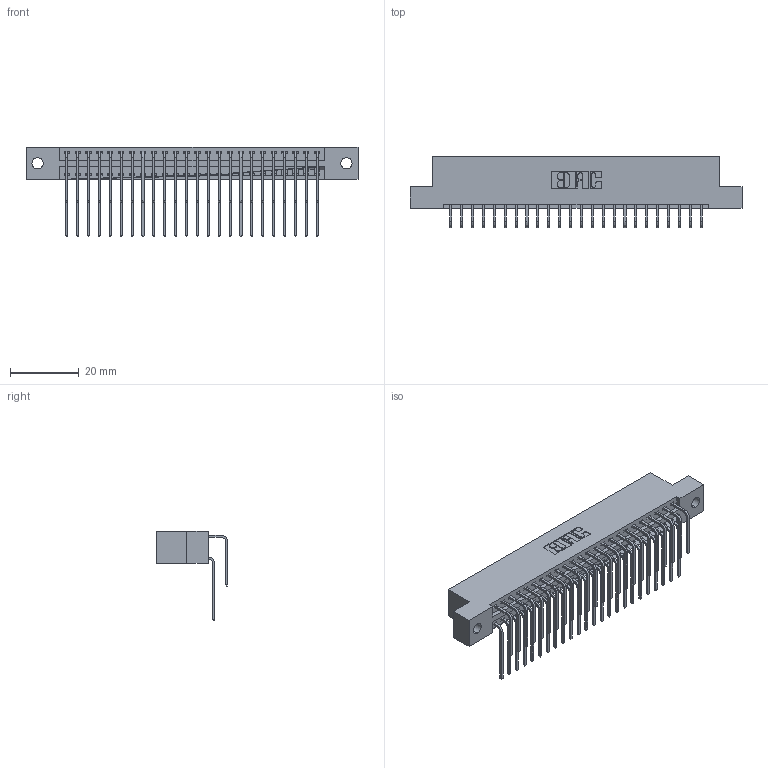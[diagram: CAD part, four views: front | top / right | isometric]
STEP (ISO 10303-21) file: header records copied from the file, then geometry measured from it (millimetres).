
FILE_DESCRIPTION (( 'STEP AP203' ), '1' );
FILE_NAME ('346-048-559-202.STEP', '2018-08-25T11:04:27', ( '' ), ( '' ), 'SwSTEP 2.0', 'SolidWorks 2016', '' );
FILE_SCHEMA (( 'CONFIG_CONTROL_DESIGN' ));
Length unit declared in the file: inch
Products named in the file (4): 346 Part_Flush Mounting Lugs - 0.128 Dia; 345-292-001_558 559 Tail - 1; 345-292-001_559 Tail - 2; 346-048-559-202
Assembly tree (49 placements, depth 2):
  346-048-559-202
    346 Part_Flush Mounting Lugs - 0.128 Dia
    345-292-001_558 559 Tail - 1  x24
    345-292-001_559 Tail - 2  x24
Bounding box: 96.77 x 20.89 x 26.16 mm (x, y, z)
Volume: 9546.9 mm3; surface area: 13889.6 mm2
Topology: 49 solids, 49 shells, 2714 faces, 8055 edges, 5305 vertices
Faces by surface type: plane 1852, cylinder 862
Entity records: 19873 total; most frequent: CARTESIAN_POINT 3351, ORIENTED_EDGE 3234, DIRECTION 2977, EDGE_CURVE 1617, LINE 1349, VECTOR 1349, VERTEX_POINT 1074, AXIS2_PLACEMENT_3D 814
